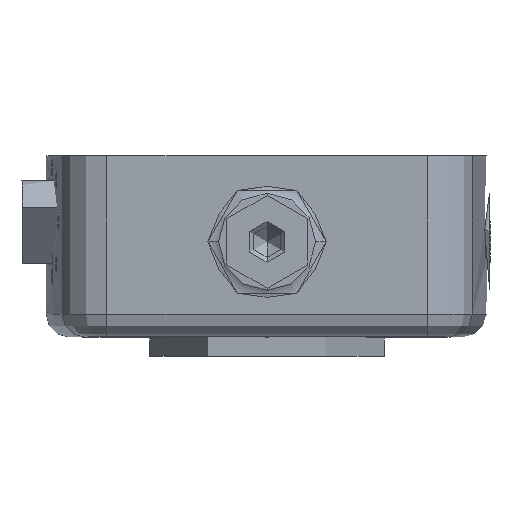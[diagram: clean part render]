
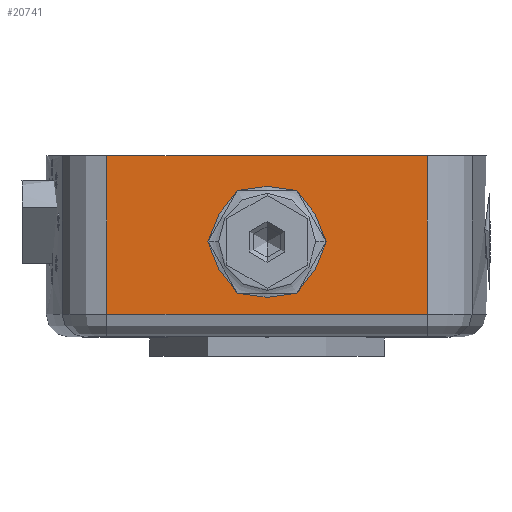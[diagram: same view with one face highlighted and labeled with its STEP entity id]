
A CAD part, front view. The second image highlights one B-rep face of the part: STEP entity #20741.
In plain terms, the highlighted planar face has unit normal (0, -1, 0).
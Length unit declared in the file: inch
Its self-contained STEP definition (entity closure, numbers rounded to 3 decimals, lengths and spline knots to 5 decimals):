
#10280 = ORIENTED_EDGE ( 'NONE', *, *, #245654, .T. ) ;
#17652 = VERTEX_POINT ( 'NONE', #286741 ) ;
#20741 = ADVANCED_FACE ( 'NONE', ( #73337, #300821 ), #80412, .T. ) ;
#25280 = CARTESIAN_POINT ( 'NONE',  ( -0.26145, -0.97, -0.367 ) ) ;
#26137 = EDGE_CURVE ( 'NONE', #255312, #17652, #286664, .T. ) ;
#28209 = VERTEX_POINT ( 'NONE', #182098 ) ;
#32113 = DIRECTION ( 'NONE',  ( 1., 0., 0. ) ) ;
#48778 = CARTESIAN_POINT ( 'NONE',  ( 0.26145, -0.97, -0.367 ) ) ;
#56726 = CIRCLE ( 'NONE', #78923, 0.26145 ) ;
#58143 = CARTESIAN_POINT ( 'NONE',  ( 0., -0.97, -0.367 ) ) ;
#63333 = CARTESIAN_POINT ( 'NONE',  ( 0.70689, -0.97, -0.687 ) ) ;
#64875 = VERTEX_POINT ( 'NONE', #25280 ) ;
#70546 = CARTESIAN_POINT ( 'NONE',  ( -0.70689, -0.97, 0.013 ) ) ;
#73337 = FACE_BOUND ( 'NONE', #180652, .T. ) ;
#77049 = DIRECTION ( 'NONE',  ( 0., -1., 0. ) ) ;
#77418 = EDGE_CURVE ( 'NONE', #255312, #324812, #274968, .T. ) ;
#78923 = AXIS2_PLACEMENT_3D ( 'NONE', #310591, #235615, #129970 ) ;
#80412 = PLANE ( 'NONE',  #307123 ) ;
#87182 = DIRECTION ( 'NONE',  ( 1., 0., 0. ) ) ;
#110205 = EDGE_CURVE ( 'NONE', #274275, #64875, #328683, .T. ) ;
#117168 = EDGE_CURVE ( 'NONE', #17652, #28209, #237851, .T. ) ;
#117201 = ORIENTED_EDGE ( 'NONE', *, *, #26137, .T. ) ;
#129970 = DIRECTION ( 'NONE',  ( 1., 0., 0. ) ) ;
#130435 = CARTESIAN_POINT ( 'NONE',  ( 0.70689, -0.97, -0.787 ) ) ;
#135258 = VECTOR ( 'NONE', #148142, 39.37008 ) ;
#145446 = EDGE_LOOP ( 'NONE', ( #250807, #117201, #198141, #286446 ) ) ;
#148142 = DIRECTION ( 'NONE',  ( 1., 0., 0. ) ) ;
#156615 = DIRECTION ( 'NONE',  ( 1., 0., 0. ) ) ;
#164933 = VECTOR ( 'NONE', #87182, 39.37008 ) ;
#177789 = AXIS2_PLACEMENT_3D ( 'NONE', #58143, #318215, #32113 ) ;
#180652 = EDGE_LOOP ( 'NONE', ( #292554, #10280 ) ) ;
#182098 = CARTESIAN_POINT ( 'NONE',  ( 0.70689, -0.97, 0.013 ) ) ;
#184039 = LINE ( 'NONE', #300305, #135258 ) ;
#194018 = DIRECTION ( 'NONE',  ( 0., 0., 1. ) ) ;
#198141 = ORIENTED_EDGE ( 'NONE', *, *, #117168, .T. ) ;
#205899 = VECTOR ( 'NONE', #269771, 39.37008 ) ;
#217561 = EDGE_CURVE ( 'NONE', #324812, #28209, #184039, .T. ) ;
#228094 = CARTESIAN_POINT ( 'NONE',  ( -0.70689, -0.97, -0.687 ) ) ;
#235615 = DIRECTION ( 'NONE',  ( 0., 1., 0. ) ) ;
#237851 = LINE ( 'NONE', #324586, #246032 ) ;
#245654 = EDGE_CURVE ( 'NONE', #64875, #274275, #56726, .T. ) ;
#246032 = VECTOR ( 'NONE', #194018, 39.37008 ) ;
#250807 = ORIENTED_EDGE ( 'NONE', *, *, #77418, .F. ) ;
#255312 = VERTEX_POINT ( 'NONE', #228094 ) ;
#269771 = DIRECTION ( 'NONE',  ( 0., 0., 1. ) ) ;
#272052 = CARTESIAN_POINT ( 'NONE',  ( -0.70689, -0.97, -0.787 ) ) ;
#274275 = VERTEX_POINT ( 'NONE', #48778 ) ;
#274968 = LINE ( 'NONE', #272052, #205899 ) ;
#286446 = ORIENTED_EDGE ( 'NONE', *, *, #217561, .F. ) ;
#286664 = LINE ( 'NONE', #63333, #164933 ) ;
#286741 = CARTESIAN_POINT ( 'NONE',  ( 0.70689, -0.97, -0.687 ) ) ;
#292554 = ORIENTED_EDGE ( 'NONE', *, *, #110205, .T. ) ;
#300305 = CARTESIAN_POINT ( 'NONE',  ( 0.70689, -0.97, 0.013 ) ) ;
#300821 = FACE_OUTER_BOUND ( 'NONE', #145446, .T. ) ;
#307123 = AXIS2_PLACEMENT_3D ( 'NONE', #130435, #77049, #156615 ) ;
#310591 = CARTESIAN_POINT ( 'NONE',  ( 0., -0.97, -0.367 ) ) ;
#318215 = DIRECTION ( 'NONE',  ( 0., 1., 0. ) ) ;
#324586 = CARTESIAN_POINT ( 'NONE',  ( 0.70689, -0.97, -0.787 ) ) ;
#324812 = VERTEX_POINT ( 'NONE', #70546 ) ;
#328683 = CIRCLE ( 'NONE', #177789, 0.26145 ) ;
